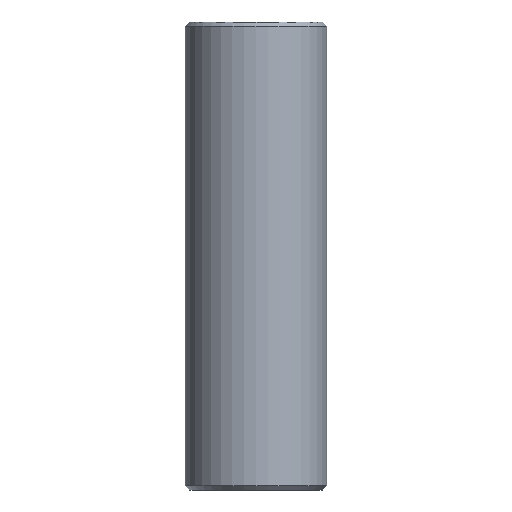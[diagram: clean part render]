
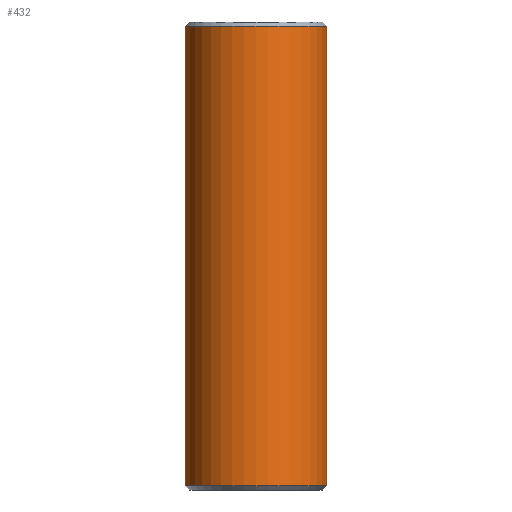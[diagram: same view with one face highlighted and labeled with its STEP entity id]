
A CAD part, front view. The second image highlights one B-rep face of the part: STEP entity #432.
In plain terms, the highlighted cylindrical face has radius 8 mm (diameter 16 mm), a partial arc.
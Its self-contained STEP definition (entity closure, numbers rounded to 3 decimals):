
#2 = EDGE_CURVE ( 'NONE', #420, #421, #390, .T. ) ;
#7 = AXIS2_PLACEMENT_3D ( 'NONE', #160, #161, #162 ) ;
#14 = EDGE_CURVE ( 'NONE', #445, #420, #399, .T. ) ;
#25 = EDGE_CURVE ( 'NONE', #444, #421, #413, .T. ) ;
#28 = EDGE_CURVE ( 'NONE', #444, #445, #217, .T. ) ;
#36 = DIRECTION ( 'NONE',  ( 0., 0., -1. ) ) ;
#42 = CARTESIAN_POINT ( 'NONE',  ( -8., 0., 53. ) ) ;
#55 = DIRECTION ( 'NONE',  ( 0., 0., -1. ) ) ;
#69 = CARTESIAN_POINT ( 'NONE',  ( 0., 0., 52.5 ) ) ;
#72 = CARTESIAN_POINT ( 'NONE',  ( 8., 0., 53. ) ) ;
#79 = DIRECTION ( 'NONE',  ( 0., 0., -1. ) ) ;
#80 = DIRECTION ( 'NONE',  ( 1., 0., 0. ) ) ;
#89 = CARTESIAN_POINT ( 'NONE',  ( 0., 0., 53. ) ) ;
#92 = DIRECTION ( 'NONE',  ( 0., 0., -1. ) ) ;
#94 = DIRECTION ( 'NONE',  ( -1., 0., 0. ) ) ;
#130 = CARTESIAN_POINT ( 'NONE',  ( 8., 0., 52.5 ) ) ;
#131 = CARTESIAN_POINT ( 'NONE',  ( -8., 0., 52.5 ) ) ;
#160 = CARTESIAN_POINT ( 'NONE',  ( 0., 0., 0.5 ) ) ;
#161 = DIRECTION ( 'NONE',  ( 0., 0., 1. ) ) ;
#162 = DIRECTION ( 'NONE',  ( 1., 0., 0. ) ) ;
#178 = AXIS2_PLACEMENT_3D ( 'NONE', #69, #79, #80 ) ;
#183 = AXIS2_PLACEMENT_3D ( 'NONE', #89, #92, #94 ) ;
#217 = CIRCLE ( 'NONE', #178, 8. ) ;
#229 = FACE_OUTER_BOUND ( 'NONE', #325, .T. ) ;
#241 = CYLINDRICAL_SURFACE ( 'NONE', #183, 8. ) ;
#299 = CARTESIAN_POINT ( 'NONE',  ( -8., 0., 0.5 ) ) ;
#300 = CARTESIAN_POINT ( 'NONE',  ( 8., 0., 0.5 ) ) ;
#325 = EDGE_LOOP ( 'NONE', ( #362, #363, #364, #365 ) ) ;
#362 = ORIENTED_EDGE ( 'NONE', *, *, #25, .F. ) ;
#363 = ORIENTED_EDGE ( 'NONE', *, *, #28, .T. ) ;
#364 = ORIENTED_EDGE ( 'NONE', *, *, #14, .T. ) ;
#365 = ORIENTED_EDGE ( 'NONE', *, *, #2, .T. ) ;
#388 = VECTOR ( 'NONE', #36, 1000. ) ;
#390 = CIRCLE ( 'NONE', #7, 8. ) ;
#399 = LINE ( 'NONE', #42, #388 ) ;
#413 = LINE ( 'NONE', #72, #414 ) ;
#414 = VECTOR ( 'NONE', #55, 1000. ) ;
#420 = VERTEX_POINT ( 'NONE', #299 ) ;
#421 = VERTEX_POINT ( 'NONE', #300 ) ;
#432 = ADVANCED_FACE ( 'NONE', ( #229 ), #241, .T. ) ;
#444 = VERTEX_POINT ( 'NONE', #130 ) ;
#445 = VERTEX_POINT ( 'NONE', #131 ) ;
